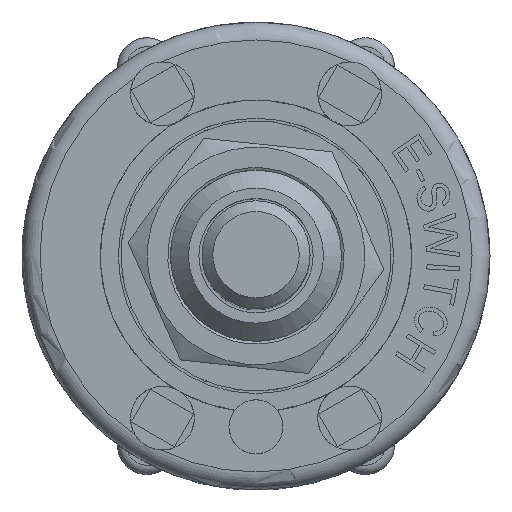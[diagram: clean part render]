
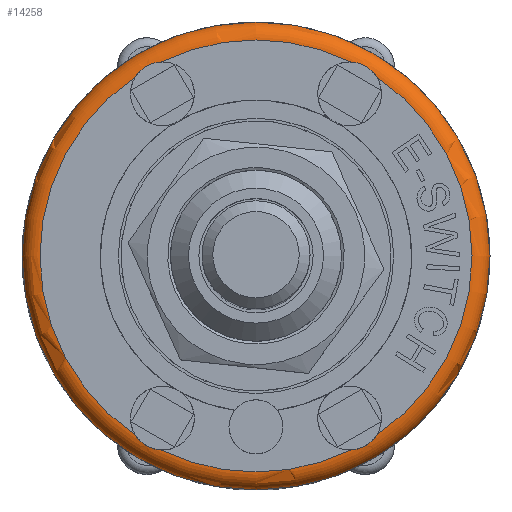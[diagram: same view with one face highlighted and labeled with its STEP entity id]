
A CAD part, top view. The second image highlights one B-rep face of the part: STEP entity #14258.
In plain terms, the highlighted toroidal (fillet/blend) face has major radius 12 mm and minor radius 1 mm.
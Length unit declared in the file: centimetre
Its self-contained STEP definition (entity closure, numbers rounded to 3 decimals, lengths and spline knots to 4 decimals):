
#26=TOROIDAL_SURFACE('',#14992,1.2,0.1);
#554=B_SPLINE_CURVE_WITH_KNOTS('',3,(#24487,#24488,#24489,#24490,#24491,
#24492,#24493,#24494,#24495,#24496,#24497,#24498),.UNSPECIFIED.,.F.,.F.,
(4,2,2,2,2,4),(-0.2692,-0.2446,-0.216,
-0.1921,-0.1645,-0.1357),.UNSPECIFIED.);
#555=B_SPLINE_CURVE_WITH_KNOTS('',3,(#24510,#24511,#24512,#24513,#24514,
#24515,#24516,#24517,#24518,#24519,#24520,#24521),.UNSPECIFIED.,.F.,.F.,
(4,2,2,2,2,4),(-0.2692,-0.2446,-0.216,
-0.1921,-0.1645,-0.1357),.UNSPECIFIED.);
#556=B_SPLINE_CURVE_WITH_KNOTS('',3,(#24538,#24539,#24540,#24541,#24542,
#24543,#24544,#24545,#24546,#24547,#24548,#24549),.UNSPECIFIED.,.F.,.F.,
(4,2,2,2,2,4),(-0.2692,-0.2446,-0.216,
-0.1921,-0.1645,-0.1357),.UNSPECIFIED.);
#557=B_SPLINE_CURVE_WITH_KNOTS('',3,(#24571,#24572,#24573,#24574,#24575,
#24576,#24577,#24578,#24579,#24580,#24581,#24582),.UNSPECIFIED.,.F.,.F.,
(4,2,2,2,2,4),(-0.2692,-0.2446,-0.216,
-0.1921,-0.1645,-0.1357),.UNSPECIFIED.);
#1946=FACE_OUTER_BOUND('',#2787,.T.);
#2787=EDGE_LOOP('',(#13202,#13203,#13204,#13205,#13206,#13207,#13208,#13209,
#13210,#13211,#13212,#13213));
#6002=CIRCLE('',#14945,1.3);
#6029=CIRCLE('',#14993,0.1);
#6030=CIRCLE('',#14994,1.2);
#6031=CIRCLE('',#14995,1.2);
#6032=CIRCLE('',#14996,1.2);
#6033=CIRCLE('',#14997,1.2);
#6034=CIRCLE('',#14998,1.2);
#7338=VERTEX_POINT('',#24449);
#7346=VERTEX_POINT('',#24485);
#7347=VERTEX_POINT('',#24486);
#7350=VERTEX_POINT('',#24508);
#7351=VERTEX_POINT('',#24509);
#7356=VERTEX_POINT('',#24536);
#7357=VERTEX_POINT('',#24537);
#7364=VERTEX_POINT('',#24569);
#7365=VERTEX_POINT('',#24570);
#7368=VERTEX_POINT('',#24592);
#9328=EDGE_CURVE('',#7338,#7338,#6002,.T.);
#9346=EDGE_CURVE('',#7346,#7347,#554,.T.);
#9352=EDGE_CURVE('',#7350,#7351,#555,.T.);
#9360=EDGE_CURVE('',#7356,#7357,#556,.T.);
#9370=EDGE_CURVE('',#7364,#7365,#557,.T.);
#9376=EDGE_CURVE('',#7338,#7368,#6029,.T.);
#9377=EDGE_CURVE('',#7368,#7356,#6030,.T.);
#9378=EDGE_CURVE('',#7357,#7350,#6031,.T.);
#9379=EDGE_CURVE('',#7351,#7346,#6032,.T.);
#9380=EDGE_CURVE('',#7347,#7364,#6033,.T.);
#9381=EDGE_CURVE('',#7365,#7368,#6034,.T.);
#13202=ORIENTED_EDGE('',*,*,#9328,.T.);
#13203=ORIENTED_EDGE('',*,*,#9376,.T.);
#13204=ORIENTED_EDGE('',*,*,#9377,.T.);
#13205=ORIENTED_EDGE('',*,*,#9360,.T.);
#13206=ORIENTED_EDGE('',*,*,#9378,.T.);
#13207=ORIENTED_EDGE('',*,*,#9352,.T.);
#13208=ORIENTED_EDGE('',*,*,#9379,.T.);
#13209=ORIENTED_EDGE('',*,*,#9346,.T.);
#13210=ORIENTED_EDGE('',*,*,#9380,.T.);
#13211=ORIENTED_EDGE('',*,*,#9370,.T.);
#13212=ORIENTED_EDGE('',*,*,#9381,.T.);
#13213=ORIENTED_EDGE('',*,*,#9376,.F.);
#14258=ADVANCED_FACE('',(#1946),#26,.T.);
#14945=AXIS2_PLACEMENT_3D('',#24450,#17802,#17803);
#14992=AXIS2_PLACEMENT_3D('',#24591,#17913,#17914);
#14993=AXIS2_PLACEMENT_3D('',#24593,#17915,#17916);
#14994=AXIS2_PLACEMENT_3D('',#24594,#17917,#17918);
#14995=AXIS2_PLACEMENT_3D('',#24595,#17919,#17920);
#14996=AXIS2_PLACEMENT_3D('',#24596,#17921,#17922);
#14997=AXIS2_PLACEMENT_3D('',#24597,#17923,#17924);
#14998=AXIS2_PLACEMENT_3D('',#24598,#17925,#17926);
#17802=DIRECTION('center_axis',(0.,0.,1.));
#17803=DIRECTION('ref_axis',(-1.,0.,0.));
#17913=DIRECTION('center_axis',(0.,0.,-1.));
#17914=DIRECTION('ref_axis',(-1.,0.,0.));
#17915=DIRECTION('center_axis',(0.,-1.,0.));
#17916=DIRECTION('ref_axis',(1.,0.,0.));
#17917=DIRECTION('center_axis',(0.,0.,-1.));
#17918=DIRECTION('ref_axis',(-1.,0.,0.));
#17919=DIRECTION('center_axis',(0.,0.,-1.));
#17920=DIRECTION('ref_axis',(-1.,0.,0.));
#17921=DIRECTION('center_axis',(0.,0.,-1.));
#17922=DIRECTION('ref_axis',(-1.,0.,0.));
#17923=DIRECTION('center_axis',(0.,0.,-1.));
#17924=DIRECTION('ref_axis',(-1.,0.,0.));
#17925=DIRECTION('center_axis',(0.,0.,-1.));
#17926=DIRECTION('ref_axis',(-1.,0.,0.));
#24449=CARTESIAN_POINT('',(1.3,0.,0.95));
#24450=CARTESIAN_POINT('Origin',(0.,0.,0.95));
#24485=CARTESIAN_POINT('',(-0.67,0.9955,1.05));
#24486=CARTESIAN_POINT('',(-0.5271,1.078,1.05));
#24487=CARTESIAN_POINT('Ctrl Pts',(-0.67,0.9955,
1.05));
#24488=CARTESIAN_POINT('Ctrl Pts',(-0.6646,1.0041,
1.05));
#24489=CARTESIAN_POINT('Ctrl Pts',(-0.6583,1.0124,
1.0498));
#24490=CARTESIAN_POINT('Ctrl Pts',(-0.6428,1.0294,
1.0491));
#24491=CARTESIAN_POINT('Ctrl Pts',(-0.6335,1.0377,
1.0488));
#24492=CARTESIAN_POINT('Ctrl Pts',(-0.615,1.051,1.0484));
#24493=CARTESIAN_POINT('Ctrl Pts',(-0.6061,1.0563,
1.0484));
#24494=CARTESIAN_POINT('Ctrl Pts',(-0.5859,1.0659,1.0487));
#24495=CARTESIAN_POINT('Ctrl Pts',(-0.5747,1.07,1.049));
#24496=CARTESIAN_POINT('Ctrl Pts',(-0.551,1.0759,1.0497));
#24497=CARTESIAN_POINT('Ctrl Pts',(-0.539,1.0775,
1.05));
#24498=CARTESIAN_POINT('Ctrl Pts',(-0.5271,1.078,
1.05));
#24508=CARTESIAN_POINT('',(-0.5271,-1.078,1.05));
#24509=CARTESIAN_POINT('',(-0.67,-0.9955,1.05));
#24510=CARTESIAN_POINT('Ctrl Pts',(-0.5271,-1.078,
1.05));
#24511=CARTESIAN_POINT('Ctrl Pts',(-0.5373,-1.0776,
1.05));
#24512=CARTESIAN_POINT('Ctrl Pts',(-0.5476,-1.0763,
1.0498));
#24513=CARTESIAN_POINT('Ctrl Pts',(-0.5701,-1.0714,1.0491));
#24514=CARTESIAN_POINT('Ctrl Pts',(-0.5819,-1.0675,
1.0488));
#24515=CARTESIAN_POINT('Ctrl Pts',(-0.6027,-1.0581,
1.0484));
#24516=CARTESIAN_POINT('Ctrl Pts',(-0.6117,-1.053,
1.0484));
#24517=CARTESIAN_POINT('Ctrl Pts',(-0.6301,-1.0404,
1.0487));
#24518=CARTESIAN_POINT('Ctrl Pts',(-0.6393,-1.0327,
1.049));
#24519=CARTESIAN_POINT('Ctrl Pts',(-0.6562,-1.0151,
1.0497));
#24520=CARTESIAN_POINT('Ctrl Pts',(-0.6637,-1.0055,
1.05));
#24521=CARTESIAN_POINT('Ctrl Pts',(-0.67,-0.9955,
1.05));
#24536=CARTESIAN_POINT('',(0.67,-0.9955,1.05));
#24537=CARTESIAN_POINT('',(0.5271,-1.078,1.05));
#24538=CARTESIAN_POINT('Ctrl Pts',(0.67,-0.9955,
1.05));
#24539=CARTESIAN_POINT('Ctrl Pts',(0.6646,-1.0041,
1.05));
#24540=CARTESIAN_POINT('Ctrl Pts',(0.6583,-1.0124,
1.0498));
#24541=CARTESIAN_POINT('Ctrl Pts',(0.6428,-1.0294,
1.0491));
#24542=CARTESIAN_POINT('Ctrl Pts',(0.6335,-1.0377,
1.0488));
#24543=CARTESIAN_POINT('Ctrl Pts',(0.615,-1.051,
1.0484));
#24544=CARTESIAN_POINT('Ctrl Pts',(0.6061,-1.0563,
1.0484));
#24545=CARTESIAN_POINT('Ctrl Pts',(0.5859,-1.0659,1.0487));
#24546=CARTESIAN_POINT('Ctrl Pts',(0.5747,-1.07,1.049));
#24547=CARTESIAN_POINT('Ctrl Pts',(0.551,-1.0759,
1.0497));
#24548=CARTESIAN_POINT('Ctrl Pts',(0.539,-1.0775,
1.05));
#24549=CARTESIAN_POINT('Ctrl Pts',(0.5271,-1.078,
1.05));
#24569=CARTESIAN_POINT('',(0.5271,1.078,1.05));
#24570=CARTESIAN_POINT('',(0.67,0.9955,1.05));
#24571=CARTESIAN_POINT('Ctrl Pts',(0.5271,1.078,1.05));
#24572=CARTESIAN_POINT('Ctrl Pts',(0.5373,1.0776,1.05));
#24573=CARTESIAN_POINT('Ctrl Pts',(0.5476,1.0763,1.0498));
#24574=CARTESIAN_POINT('Ctrl Pts',(0.5701,1.0714,1.0491));
#24575=CARTESIAN_POINT('Ctrl Pts',(0.5819,1.0675,1.0488));
#24576=CARTESIAN_POINT('Ctrl Pts',(0.6027,1.0581,1.0484));
#24577=CARTESIAN_POINT('Ctrl Pts',(0.6117,1.053,1.0484));
#24578=CARTESIAN_POINT('Ctrl Pts',(0.6301,1.0404,1.0487));
#24579=CARTESIAN_POINT('Ctrl Pts',(0.6393,1.0327,1.049));
#24580=CARTESIAN_POINT('Ctrl Pts',(0.6562,1.0151,1.0497));
#24581=CARTESIAN_POINT('Ctrl Pts',(0.6637,1.0055,1.05));
#24582=CARTESIAN_POINT('Ctrl Pts',(0.67,0.9955,
1.05));
#24591=CARTESIAN_POINT('Origin',(0.,0.,0.95));
#24592=CARTESIAN_POINT('',(1.2,0.,1.05));
#24593=CARTESIAN_POINT('Origin',(1.2,0.,0.95));
#24594=CARTESIAN_POINT('Origin',(0.,0.,1.05));
#24595=CARTESIAN_POINT('Origin',(0.,0.,1.05));
#24596=CARTESIAN_POINT('Origin',(0.,0.,1.05));
#24597=CARTESIAN_POINT('Origin',(0.,0.,1.05));
#24598=CARTESIAN_POINT('Origin',(0.,0.,1.05));
